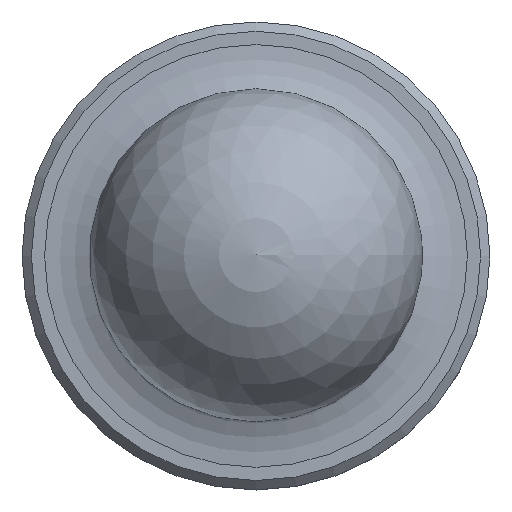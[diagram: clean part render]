
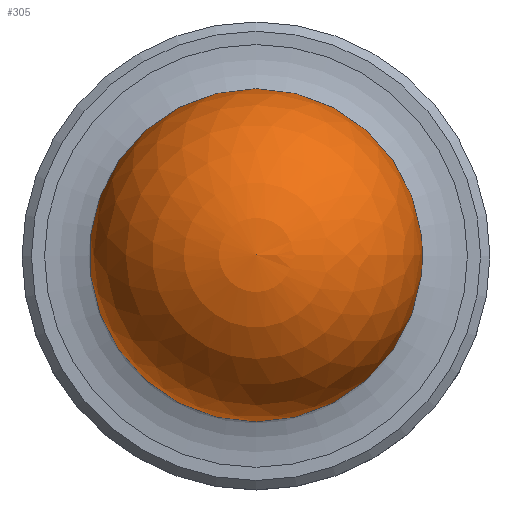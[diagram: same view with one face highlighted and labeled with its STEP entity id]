
A CAD part, top view. The second image highlights one B-rep face of the part: STEP entity #305.
In plain terms, the highlighted spherical face has radius 8.9 mm.
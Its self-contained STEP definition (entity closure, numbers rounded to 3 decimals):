
#15=SPHERICAL_SURFACE('',#338,8.9);
#39=CIRCLE('',#334,6.95);
#64=FACE_OUTER_BOUND('',#95,.T.);
#95=EDGE_LOOP('',(#271));
#169=VERTEX_POINT('',#501);
#203=EDGE_CURVE('',#169,#169,#39,.T.);
#271=ORIENTED_EDGE('',*,*,#203,.F.);
#305=ADVANCED_FACE('',(#64),#15,.T.);
#334=AXIS2_PLACEMENT_3D('',#502,#416,#417);
#338=AXIS2_PLACEMENT_3D('',#508,#424,#425);
#416=DIRECTION('center_axis',(0.,0.,-1.));
#417=DIRECTION('ref_axis',(0.,-1.,0.));
#424=DIRECTION('center_axis',(0.,0.,1.));
#425=DIRECTION('ref_axis',(1.,0.,0.));
#501=CARTESIAN_POINT('',(0.,6.95,19.441));
#502=CARTESIAN_POINT('Origin',(0.,0.,19.441));
#508=CARTESIAN_POINT('Origin',(0.,0.,25.));
